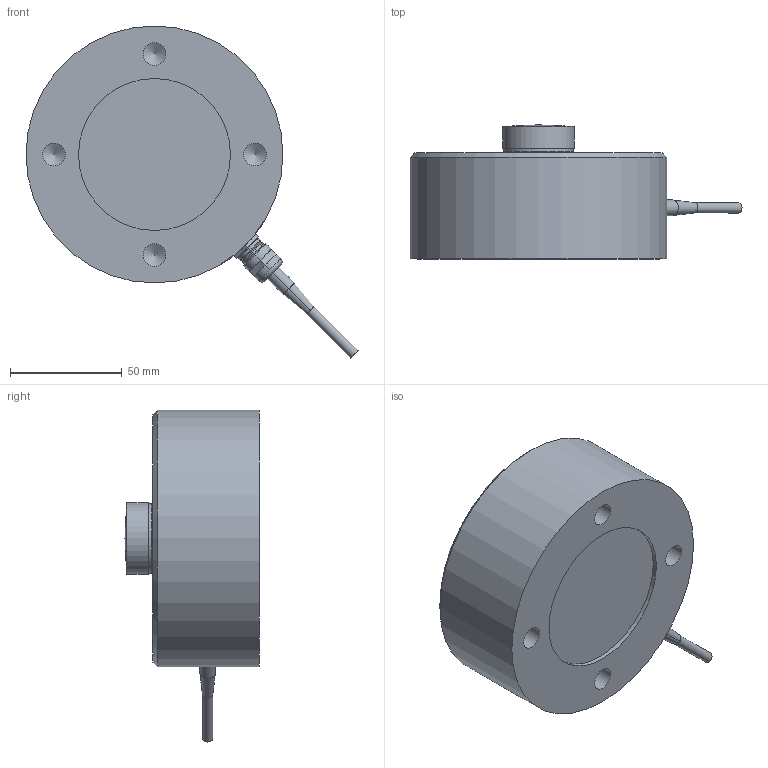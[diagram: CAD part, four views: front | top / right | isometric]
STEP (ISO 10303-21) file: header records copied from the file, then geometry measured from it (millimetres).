
FILE_DESCRIPTION( ( 'Unknown' ), '1' );
FILE_NAME( 'K450-100-200kN.stp', 'Unknown', ( 'Unknown' ), ( 'Unknown' ), 'PSStep 17.0.49', 'Unknown', ' ' );
FILE_SCHEMA( ( 'AUTOMOTIVE_DESIGN { 1 0 10303 214 1 1 1 1 }' ) );
Length unit declared in the file: millimetre
Products named in the file (4): Assem1; 1218-001_DOC-00062278; kabeldurchmesser 4_doc-00040332; m12x1,5_doc-00010622
Assembly tree (3 placements, depth 2):
  Assem1
    1218-001_DOC-00062278
    kabeldurchmesser 4_doc-00040332
    m12x1,5_doc-00010622
Bounding box: 148.58 x 60 x 148.58 mm (x, y, z)
Volume: 488204.5 mm3; surface area: 45372 mm2
Topology: 3 solids, 3 shells, 95 faces, 210 edges, 129 vertices
Faces by surface type: plane 38, cylinder 31, cone 21, torus 4, sphere 1
Full cylindrical faces by diameter (mm): 4.6 x2, 10.106 x8, 25 x1, 31 x1, 32 x1, 68 x1, 115 x1
Entity records: 3974 total; most frequent: CARTESIAN_POINT 1494, ORIENTED_EDGE 344, DIRECTION 258, EDGE_CURVE 172, B_SPLINE_CURVE_WITH_KNOTS 142, AXIS2_PLACEMENT_3D 129, EDGE_LOOP 128, VERTEX_POINT 119
